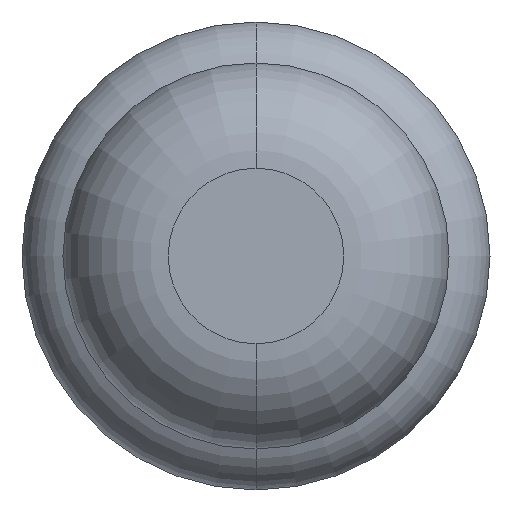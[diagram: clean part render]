
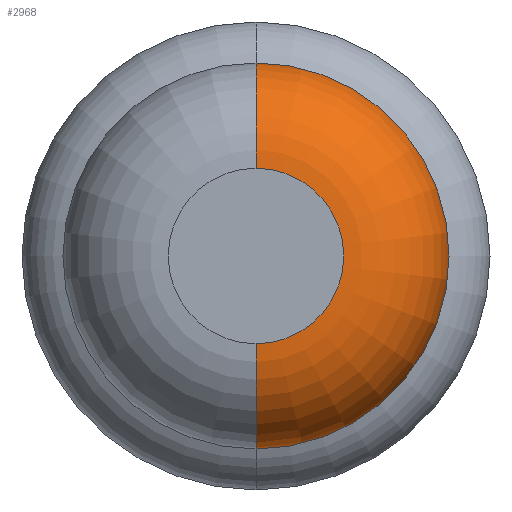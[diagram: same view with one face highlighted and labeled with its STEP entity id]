
A CAD part, front view. The second image highlights one B-rep face of the part: STEP entity #2968.
In plain terms, the highlighted toroidal (fillet/blend) face has major radius 0.375 mm and minor radius 0.45 mm.
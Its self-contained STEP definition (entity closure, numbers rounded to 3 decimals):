
#30 = CIRCLE ( 'NONE', #1035, 0.45 ) ;
#363 = EDGE_CURVE ( 'Defeature ausgef�hrt1_5+Defeature ausgef�hrt1_4+Defeature ausgef�hrt1_4+Defeature ausgef�hrt1_4', #2515, #2504, #846, .T. ) ;
#404 = AXIS2_PLACEMENT_3D ( 'NONE', #1814, #2291, #3037 ) ;
#487 = CARTESIAN_POINT ( 'NONE',  ( 0., -26.95, 0.375 ) ) ;
#609 = CARTESIAN_POINT ( 'NONE',  ( 0., -26.95, 0. ) ) ;
#655 = TOROIDAL_SURFACE ( 'NONE', #2084, 0.375, 0.45 ) ;
#691 = ORIENTED_EDGE ( 'NONE', *, *, #363, .T. ) ;
#823 = EDGE_CURVE ( 'Defeature ausgef�hrt1_6+Defeature ausgef�hrt1_5+Defeature ausgef�hrt1_5+Defeature ausgef�hrt1_5', #3190, #3138, #1331, .T. ) ;
#846 = CIRCLE ( 'NONE', #2015, 0.375 ) ;
#884 = DIRECTION ( 'NONE',  ( 0., 0., 1. ) ) ;
#1035 = AXIS2_PLACEMENT_3D ( 'NONE', #487, #1408, #884 ) ;
#1073 = EDGE_CURVE ( 'NONE', #2515, #3190, #30, .T. ) ;
#1184 = CARTESIAN_POINT ( 'NONE',  ( 0., -27.4, 0. ) ) ;
#1307 = ORIENTED_EDGE ( 'NONE', *, *, #1073, .F. ) ;
#1331 = CIRCLE ( 'NONE', #3184, 0.825 ) ;
#1373 = CARTESIAN_POINT ( 'NONE',  ( 0., -27.4, -0.375 ) ) ;
#1408 = DIRECTION ( 'NONE',  ( -1., 0., 0. ) ) ;
#1444 = DIRECTION ( 'NONE',  ( 0., 0., 1. ) ) ;
#1476 = EDGE_LOOP ( 'NONE', ( #691, #2232, #3149, #1307 ) ) ;
#1661 = FACE_OUTER_BOUND ( 'NONE', #1476, .T. ) ;
#1814 = CARTESIAN_POINT ( 'NONE',  ( 0., -26.95, -0.375 ) ) ;
#1910 = CARTESIAN_POINT ( 'NONE',  ( 0., -26.95, 0.825 ) ) ;
#2015 = AXIS2_PLACEMENT_3D ( 'NONE', #1184, #2181, #1444 ) ;
#2084 = AXIS2_PLACEMENT_3D ( 'NONE', #609, #2346, #2107 ) ;
#2107 = DIRECTION ( 'NONE',  ( 0., 0., 1. ) ) ;
#2181 = DIRECTION ( 'NONE',  ( 0., 1., 0. ) ) ;
#2232 = ORIENTED_EDGE ( 'NONE', *, *, #2279, .T. ) ;
#2247 = DIRECTION ( 'NONE',  ( 0., 0., 1. ) ) ;
#2279 = EDGE_CURVE ( 'NONE', #2504, #3138, #2750, .T. ) ;
#2291 = DIRECTION ( 'NONE',  ( 1., 0., 0. ) ) ;
#2346 = DIRECTION ( 'NONE',  ( 0., 1., 0. ) ) ;
#2442 = CARTESIAN_POINT ( 'NONE',  ( 0., -26.95, -0.825 ) ) ;
#2504 = VERTEX_POINT ( 'NONE', #1373 ) ;
#2515 = VERTEX_POINT ( 'NONE', #2884 ) ;
#2750 = CIRCLE ( 'NONE', #404, 0.45 ) ;
#2777 = DIRECTION ( 'NONE',  ( 0., 1., 0. ) ) ;
#2884 = CARTESIAN_POINT ( 'NONE',  ( 0., -27.4, 0.375 ) ) ;
#2968 = ADVANCED_FACE ( 'Defeature ausgef�hrt1_5', ( #1661 ), #655, .T. ) ;
#2998 = CARTESIAN_POINT ( 'NONE',  ( 0., -26.95, 0. ) ) ;
#3037 = DIRECTION ( 'NONE',  ( 0., 0., -1. ) ) ;
#3138 = VERTEX_POINT ( 'NONE', #2442 ) ;
#3149 = ORIENTED_EDGE ( 'NONE', *, *, #823, .F. ) ;
#3184 = AXIS2_PLACEMENT_3D ( 'NONE', #2998, #2777, #2247 ) ;
#3190 = VERTEX_POINT ( 'NONE', #1910 ) ;
